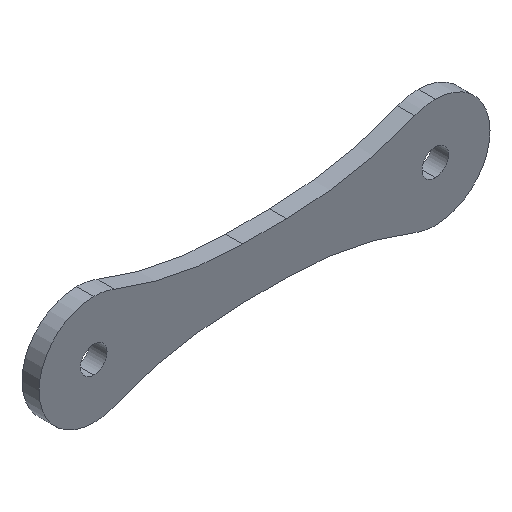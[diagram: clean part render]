
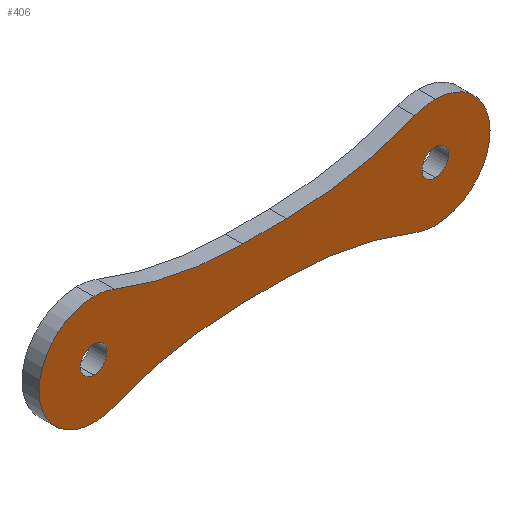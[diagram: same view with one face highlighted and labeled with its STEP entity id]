
A CAD part, isometric view. The second image highlights one B-rep face of the part: STEP entity #406.
In plain terms, the highlighted planar face has unit normal (0, -1, 0).
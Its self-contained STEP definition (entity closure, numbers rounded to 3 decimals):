
#7 = EDGE_CURVE ( 'NONE', #212, #173, #610, .T. ) ;
#13 = DIRECTION ( 'NONE',  ( 0., 1., 0. ) ) ;
#14 = EDGE_CURVE ( 'NONE', #550, #262, #637, .T. ) ;
#15 = CARTESIAN_POINT ( 'NONE',  ( 100., 0., 0. ) ) ;
#18 = DIRECTION ( 'NONE',  ( 0., 1., 0. ) ) ;
#25 = CIRCLE ( 'NONE', #72, 3.9 ) ;
#27 = DIRECTION ( 'NONE',  ( 0., 1., 0. ) ) ;
#31 = AXIS2_PLACEMENT_3D ( 'NONE', #423, #119, #383 ) ;
#32 = VERTEX_POINT ( 'NONE', #500 ) ;
#38 = VERTEX_POINT ( 'NONE', #105 ) ;
#45 = FACE_BOUND ( 'NONE', #619, .T. ) ;
#46 = DIRECTION ( 'NONE',  ( 0., 0., 1. ) ) ;
#47 = ORIENTED_EDGE ( 'NONE', *, *, #522, .T. ) ;
#53 = CIRCLE ( 'NONE', #633, 3.9 ) ;
#55 = VERTEX_POINT ( 'NONE', #408 ) ;
#60 = DIRECTION ( 'NONE',  ( 0., 0., 1. ) ) ;
#64 = CARTESIAN_POINT ( 'NONE',  ( 0., 0., 0. ) ) ;
#70 = CIRCLE ( 'NONE', #177, 16. ) ;
#72 = AXIS2_PLACEMENT_3D ( 'NONE', #139, #433, #235 ) ;
#76 = AXIS2_PLACEMENT_3D ( 'NONE', #493, #145, #186 ) ;
#80 = CARTESIAN_POINT ( 'NONE',  ( 93.988, 0., -14.828 ) ) ;
#86 = ORIENTED_EDGE ( 'NONE', *, *, #489, .T. ) ;
#87 = DIRECTION ( 'NONE',  ( 0., 1., 0. ) ) ;
#88 = ORIENTED_EDGE ( 'NONE', *, *, #215, .F. ) ;
#98 = AXIS2_PLACEMENT_3D ( 'NONE', #286, #288, #279 ) ;
#101 = DIRECTION ( 'NONE',  ( 0., 1., 0. ) ) ;
#105 = CARTESIAN_POINT ( 'NONE',  ( 56.414, 0., -7.5 ) ) ;
#107 = DIRECTION ( 'NONE',  ( 0., 0., 1. ) ) ;
#111 = CARTESIAN_POINT ( 'NONE',  ( 0., 0., 0. ) ) ;
#116 = ORIENTED_EDGE ( 'NONE', *, *, #402, .T. ) ;
#119 = DIRECTION ( 'NONE',  ( 0., 1., 0. ) ) ;
#123 = LINE ( 'NONE', #214, #421 ) ;
#127 = ORIENTED_EDGE ( 'NONE', *, *, #544, .F. ) ;
#130 = CARTESIAN_POINT ( 'NONE',  ( 0., 0., -16. ) ) ;
#134 = VERTEX_POINT ( 'NONE', #161 ) ;
#138 = EDGE_CURVE ( 'NONE', #32, #262, #668, .T. ) ;
#139 = CARTESIAN_POINT ( 'NONE',  ( 100., 0., 0. ) ) ;
#145 = DIRECTION ( 'NONE',  ( 0., 1., 0. ) ) ;
#148 = CIRCLE ( 'NONE', #597, 100. ) ;
#150 = VERTEX_POINT ( 'NONE', #305 ) ;
#155 = EDGE_CURVE ( 'NONE', #134, #192, #148, .T. ) ;
#161 = CARTESIAN_POINT ( 'NONE',  ( 6.012, 0., -14.828 ) ) ;
#163 = ORIENTED_EDGE ( 'NONE', *, *, #155, .T. ) ;
#169 = CARTESIAN_POINT ( 'NONE',  ( 100., 0., 16. ) ) ;
#170 = AXIS2_PLACEMENT_3D ( 'NONE', #379, #216, #377 ) ;
#171 = CARTESIAN_POINT ( 'NONE',  ( 100., 0., 0. ) ) ;
#173 = VERTEX_POINT ( 'NONE', #508 ) ;
#176 = EDGE_CURVE ( 'NONE', #173, #212, #53, .T. ) ;
#177 = AXIS2_PLACEMENT_3D ( 'NONE', #171, #370, #107 ) ;
#183 = DIRECTION ( 'NONE',  ( 0., 1., 0. ) ) ;
#186 = DIRECTION ( 'NONE',  ( 0., 0., 1. ) ) ;
#189 = CIRCLE ( 'NONE', #315, 16. ) ;
#190 = AXIS2_PLACEMENT_3D ( 'NONE', #197, #287, #654 ) ;
#191 = ORIENTED_EDGE ( 'NONE', *, *, #138, .F. ) ;
#192 = VERTEX_POINT ( 'NONE', #562 ) ;
#197 = CARTESIAN_POINT ( 'NONE',  ( 0., 0., 0. ) ) ;
#198 = FACE_BOUND ( 'NONE', #239, .T. ) ;
#212 = VERTEX_POINT ( 'NONE', #265 ) ;
#214 = CARTESIAN_POINT ( 'NONE',  ( 14.133, 0., -7.5 ) ) ;
#215 = EDGE_CURVE ( 'NONE', #550, #431, #70, .T. ) ;
#216 = DIRECTION ( 'NONE',  ( 0., 1., 0. ) ) ;
#220 = ORIENTED_EDGE ( 'NONE', *, *, #7, .T. ) ;
#221 = AXIS2_PLACEMENT_3D ( 'NONE', #346, #101, #361 ) ;
#226 = CARTESIAN_POINT ( 'NONE',  ( 100., 0., -3.9 ) ) ;
#235 = DIRECTION ( 'NONE',  ( 0., 0., 1. ) ) ;
#239 = EDGE_LOOP ( 'NONE', ( #220, #661 ) ) ;
#255 = CARTESIAN_POINT ( 'NONE',  ( 14.133, 0., 7.5 ) ) ;
#257 = CARTESIAN_POINT ( 'NONE',  ( 43.586, 0., -107.5 ) ) ;
#260 = VECTOR ( 'NONE', #618, 1000. ) ;
#262 = VERTEX_POINT ( 'NONE', #468 ) ;
#263 = ORIENTED_EDGE ( 'NONE', *, *, #667, .F. ) ;
#265 = CARTESIAN_POINT ( 'NONE',  ( 0., 0., -3.9 ) ) ;
#273 = DIRECTION ( 'NONE',  ( -1., 0., 0. ) ) ;
#279 = DIRECTION ( 'NONE',  ( 0., 0., 1. ) ) ;
#286 = CARTESIAN_POINT ( 'NONE',  ( 56.414, 0., -107.5 ) ) ;
#287 = DIRECTION ( 'NONE',  ( 0., 1., 0. ) ) ;
#288 = DIRECTION ( 'NONE',  ( 0., 1., 0. ) ) ;
#291 = CIRCLE ( 'NONE', #98, 100. ) ;
#292 = EDGE_CURVE ( 'NONE', #335, #400, #398, .T. ) ;
#303 = VERTEX_POINT ( 'NONE', #226 ) ;
#305 = CARTESIAN_POINT ( 'NONE',  ( 100., 0., 3.9 ) ) ;
#311 = DIRECTION ( 'NONE',  ( 0., 0., 1. ) ) ;
#315 = AXIS2_PLACEMENT_3D ( 'NONE', #535, #183, #494 ) ;
#330 = ORIENTED_EDGE ( 'NONE', *, *, #14, .T. ) ;
#335 = VERTEX_POINT ( 'NONE', #130 ) ;
#340 = AXIS2_PLACEMENT_3D ( 'NONE', #385, #27, #426 ) ;
#343 = FACE_OUTER_BOUND ( 'NONE', #534, .T. ) ;
#346 = CARTESIAN_POINT ( 'NONE',  ( 56.414, 0., 107.5 ) ) ;
#349 = CARTESIAN_POINT ( 'NONE',  ( 100., 0., -16. ) ) ;
#361 = DIRECTION ( 'NONE',  ( 0., 0., 1. ) ) ;
#370 = DIRECTION ( 'NONE',  ( 0., 1., 0. ) ) ;
#377 = DIRECTION ( 'NONE',  ( 0., 0., 1. ) ) ;
#379 = CARTESIAN_POINT ( 'NONE',  ( 43.586, 0., 107.5 ) ) ;
#383 = DIRECTION ( 'NONE',  ( 0., 0., 1. ) ) ;
#385 = CARTESIAN_POINT ( 'NONE',  ( 0., 0., 0. ) ) ;
#397 = CIRCLE ( 'NONE', #170, 100. ) ;
#398 = CIRCLE ( 'NONE', #340, 16. ) ;
#400 = VERTEX_POINT ( 'NONE', #628 ) ;
#401 = AXIS2_PLACEMENT_3D ( 'NONE', #111, #622, #60 ) ;
#402 = EDGE_CURVE ( 'NONE', #303, #150, #479, .T. ) ;
#403 = EDGE_CURVE ( 'NONE', #134, #335, #526, .T. ) ;
#406 = ADVANCED_FACE ( 'NONE', ( #343, #198, #45 ), #634, .F. ) ;
#408 = CARTESIAN_POINT ( 'NONE',  ( 6.012, 0., 14.828 ) ) ;
#413 = DIRECTION ( 'NONE',  ( 0., 1., 0. ) ) ;
#417 = EDGE_CURVE ( 'NONE', #32, #55, #397, .T. ) ;
#421 = VECTOR ( 'NONE', #273, 1000. ) ;
#423 = CARTESIAN_POINT ( 'NONE',  ( 0., 0., 0. ) ) ;
#426 = DIRECTION ( 'NONE',  ( 0., 0., 1. ) ) ;
#430 = ORIENTED_EDGE ( 'NONE', *, *, #464, .F. ) ;
#431 = VERTEX_POINT ( 'NONE', #169 ) ;
#433 = DIRECTION ( 'NONE',  ( 0., 1., 0. ) ) ;
#434 = CIRCLE ( 'NONE', #651, 16. ) ;
#446 = ORIENTED_EDGE ( 'NONE', *, *, #403, .F. ) ;
#464 = EDGE_CURVE ( 'NONE', #431, #641, #189, .T. ) ;
#468 = CARTESIAN_POINT ( 'NONE',  ( 56.414, 0., 7.5 ) ) ;
#479 = CIRCLE ( 'NONE', #523, 3.9 ) ;
#489 = EDGE_CURVE ( 'NONE', #38, #528, #291, .T. ) ;
#493 = CARTESIAN_POINT ( 'NONE',  ( 100., 0., 0. ) ) ;
#494 = DIRECTION ( 'NONE',  ( 0., 0., 1. ) ) ;
#496 = ORIENTED_EDGE ( 'NONE', *, *, #292, .F. ) ;
#500 = CARTESIAN_POINT ( 'NONE',  ( 43.586, 0., 7.5 ) ) ;
#508 = CARTESIAN_POINT ( 'NONE',  ( 0., 0., 3.9 ) ) ;
#522 = EDGE_CURVE ( 'NONE', #150, #303, #25, .T. ) ;
#523 = AXIS2_PLACEMENT_3D ( 'NONE', #15, #18, #311 ) ;
#526 = CIRCLE ( 'NONE', #401, 16. ) ;
#528 = VERTEX_POINT ( 'NONE', #80 ) ;
#534 = EDGE_LOOP ( 'NONE', ( #446, #163, #263, #86, #127, #430, #88, #330, #191, #570, #588, #496 ) ) ;
#535 = CARTESIAN_POINT ( 'NONE',  ( 100., 0., 0. ) ) ;
#544 = EDGE_CURVE ( 'NONE', #641, #528, #608, .T. ) ;
#550 = VERTEX_POINT ( 'NONE', #598 ) ;
#555 = CARTESIAN_POINT ( 'NONE',  ( 0., 0., 0. ) ) ;
#562 = CARTESIAN_POINT ( 'NONE',  ( 43.586, 0., -7.5 ) ) ;
#570 = ORIENTED_EDGE ( 'NONE', *, *, #417, .T. ) ;
#588 = ORIENTED_EDGE ( 'NONE', *, *, #644, .F. ) ;
#597 = AXIS2_PLACEMENT_3D ( 'NONE', #257, #413, #611 ) ;
#598 = CARTESIAN_POINT ( 'NONE',  ( 93.988, 0., 14.828 ) ) ;
#608 = CIRCLE ( 'NONE', #76, 16. ) ;
#610 = CIRCLE ( 'NONE', #190, 3.9 ) ;
#611 = DIRECTION ( 'NONE',  ( 0., 0., 1. ) ) ;
#618 = DIRECTION ( 'NONE',  ( 1., 0., 0. ) ) ;
#619 = EDGE_LOOP ( 'NONE', ( #116, #47 ) ) ;
#622 = DIRECTION ( 'NONE',  ( 0., 1., 0. ) ) ;
#623 = DIRECTION ( 'NONE',  ( 0., 0., 1. ) ) ;
#628 = CARTESIAN_POINT ( 'NONE',  ( 0., 0., 16. ) ) ;
#633 = AXIS2_PLACEMENT_3D ( 'NONE', #64, #13, #623 ) ;
#634 = PLANE ( 'NONE',  #31 ) ;
#637 = CIRCLE ( 'NONE', #221, 100. ) ;
#641 = VERTEX_POINT ( 'NONE', #349 ) ;
#644 = EDGE_CURVE ( 'NONE', #400, #55, #434, .T. ) ;
#651 = AXIS2_PLACEMENT_3D ( 'NONE', #555, #87, #46 ) ;
#654 = DIRECTION ( 'NONE',  ( 0., 0., 1. ) ) ;
#661 = ORIENTED_EDGE ( 'NONE', *, *, #176, .T. ) ;
#667 = EDGE_CURVE ( 'NONE', #38, #192, #123, .T. ) ;
#668 = LINE ( 'NONE', #255, #260 ) ;
